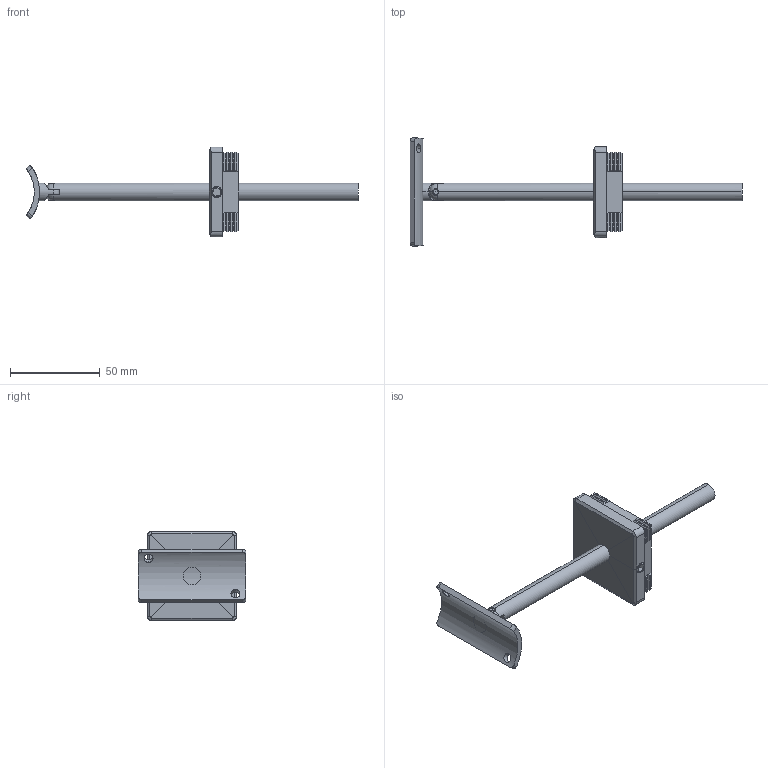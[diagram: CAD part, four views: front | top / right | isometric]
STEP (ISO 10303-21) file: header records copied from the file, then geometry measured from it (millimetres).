
FILE_DESCRIPTION (( 'STEP AP203' ), '1' );
FILE_NAME ('3D_GC2282_50x50x3-42.4_188706085.STEP', '2024-10-16T10:11:08', ( '' ), ( '' ), 'SwSTEP 2.0', 'SolidWorks 2024', '' );
FILE_SCHEMA (( 'CONFIG_CONTROL_DESIGN' ));
Length unit declared in the file: inch
Products named in the file (3): 3D_GC2282_50x50x3-42.4_188706085; 3D_GC2062_50x50x3; 3D_GC2082_48.3_188684660
Assembly tree (2 placements, depth 2):
  3D_GC2282_50x50x3-42.4_188706085
    3D_GC2082_48.3_188684660
    3D_GC2062_50x50x3
Bounding box: 184.56 x 60 x 50 mm (x, y, z)
Volume: 52384.6 mm3; surface area: 19591.3 mm2
Topology: 6 solids, 6 shells, 225 faces, 527 edges, 311 vertices
Faces by surface type: plane 176, cylinder 35, torus 12, cone 2
Entity records: 7111 total; most frequent: CARTESIAN_POINT 1762, ORIENTED_EDGE 1054, DIRECTION 1018, EDGE_CURVE 527, LINE 396, VECTOR 396, AXIS2_PLACEMENT_3D 311, VERTEX_POINT 311
